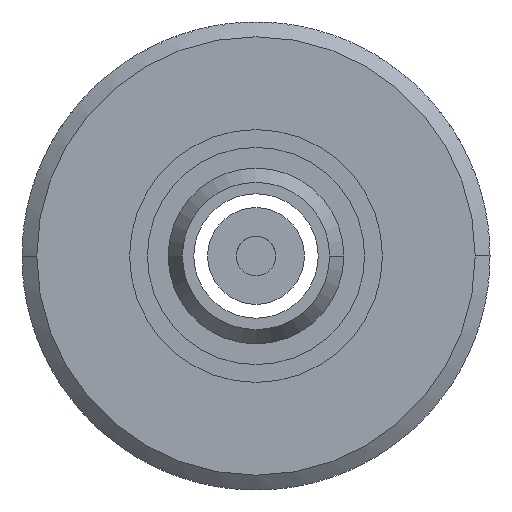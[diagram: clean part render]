
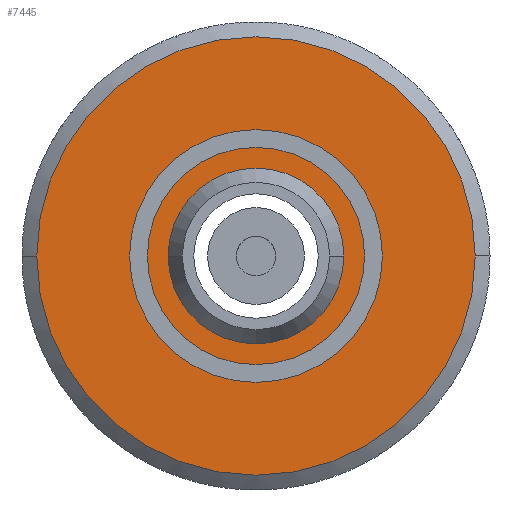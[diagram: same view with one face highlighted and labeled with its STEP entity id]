
A CAD part, front view. The second image highlights one B-rep face of the part: STEP entity #7445.
In plain terms, the highlighted planar face has unit normal (0, -1, 0).
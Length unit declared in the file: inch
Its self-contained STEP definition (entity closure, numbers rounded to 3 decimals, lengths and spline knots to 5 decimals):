
#487 = VERTEX_POINT ( 'NONE', #14961 ) ;
#752 = EDGE_CURVE ( 'NONE', #2937, #487, #13883, .T. ) ;
#1300 = CIRCLE ( 'NONE', #12187, 0.222 ) ;
#1505 = CARTESIAN_POINT ( 'NONE',  ( 0., -0.236, 0. ) ) ;
#1842 = CARTESIAN_POINT ( 'NONE',  ( 0., -0.236, 0. ) ) ;
#1953 = PLANE ( 'NONE',  #13730 ) ;
#2636 = DIRECTION ( 'NONE',  ( 0., -1., 0. ) ) ;
#2654 = EDGE_LOOP ( 'NONE', ( #7460, #10259 ) ) ;
#2705 = DIRECTION ( 'NONE',  ( -1., 0., 0. ) ) ;
#2937 = VERTEX_POINT ( 'NONE', #11529 ) ;
#3031 = DIRECTION ( 'NONE',  ( -1., 0., 0. ) ) ;
#3156 = EDGE_LOOP ( 'NONE', ( #5776, #3465 ) ) ;
#3158 = CARTESIAN_POINT ( 'NONE',  ( 0.237, -0.236, 0. ) ) ;
#3404 = DIRECTION ( 'NONE',  ( 0., -1., 0. ) ) ;
#3465 = ORIENTED_EDGE ( 'NONE', *, *, #15176, .T. ) ;
#3468 = CIRCLE ( 'NONE', #11052, 0.089 ) ;
#3815 = FACE_BOUND ( 'NONE', #2654, .T. ) ;
#4450 = VERTEX_POINT ( 'NONE', #4758 ) ;
#4758 = CARTESIAN_POINT ( 'NONE',  ( -0.089, -0.236, 0. ) ) ;
#5586 = DIRECTION ( 'NONE',  ( 0., 1., 0. ) ) ;
#5776 = ORIENTED_EDGE ( 'NONE', *, *, #752, .T. ) ;
#6431 = AXIS2_PLACEMENT_3D ( 'NONE', #1505, #9887, #2705 ) ;
#6721 = CARTESIAN_POINT ( 'NONE',  ( 0.089, -0.236, 0. ) ) ;
#7445 = ADVANCED_FACE ( 'NONE', ( #10950, #3815 ), #1953, .F. ) ;
#7460 = ORIENTED_EDGE ( 'NONE', *, *, #8730, .T. ) ;
#7981 = EDGE_CURVE ( 'NONE', #12710, #4450, #3468, .T. ) ;
#8730 = EDGE_CURVE ( 'NONE', #4450, #12710, #14390, .T. ) ;
#9794 = CARTESIAN_POINT ( 'NONE',  ( 0., -0.236, 0. ) ) ;
#9887 = DIRECTION ( 'NONE',  ( 0., 1., 0. ) ) ;
#10014 = AXIS2_PLACEMENT_3D ( 'NONE', #10585, #3404, #11797 ) ;
#10210 = DIRECTION ( 'NONE',  ( 0., 1., 0. ) ) ;
#10259 = ORIENTED_EDGE ( 'NONE', *, *, #7981, .T. ) ;
#10585 = CARTESIAN_POINT ( 'NONE',  ( 0., -0.236, 0. ) ) ;
#10950 = FACE_OUTER_BOUND ( 'NONE', #3156, .T. ) ;
#11026 = DIRECTION ( 'NONE',  ( -1., 0., 0. ) ) ;
#11052 = AXIS2_PLACEMENT_3D ( 'NONE', #1842, #10210, #3031 ) ;
#11529 = CARTESIAN_POINT ( 'NONE',  ( -0.222, -0.236, 0. ) ) ;
#11797 = DIRECTION ( 'NONE',  ( -1., 0., 0. ) ) ;
#12187 = AXIS2_PLACEMENT_3D ( 'NONE', #9794, #2636, #11026 ) ;
#12710 = VERTEX_POINT ( 'NONE', #6721 ) ;
#13730 = AXIS2_PLACEMENT_3D ( 'NONE', #3158, #5586, #13912 ) ;
#13883 = CIRCLE ( 'NONE', #10014, 0.222 ) ;
#13912 = DIRECTION ( 'NONE',  ( -1., 0., 0. ) ) ;
#14390 = CIRCLE ( 'NONE', #6431, 0.089 ) ;
#14961 = CARTESIAN_POINT ( 'NONE',  ( 0.222, -0.236, 0. ) ) ;
#15176 = EDGE_CURVE ( 'NONE', #487, #2937, #1300, .T. ) ;
